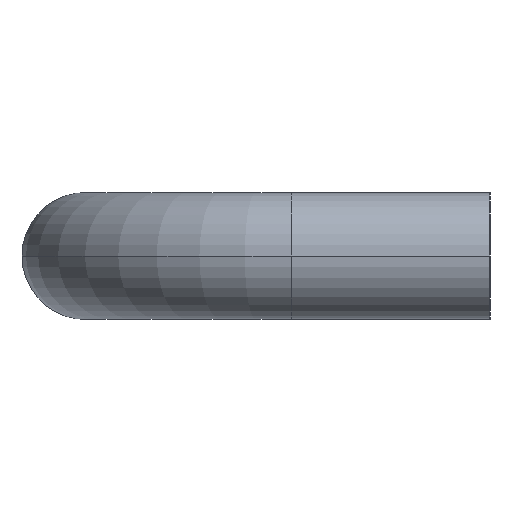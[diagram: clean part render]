
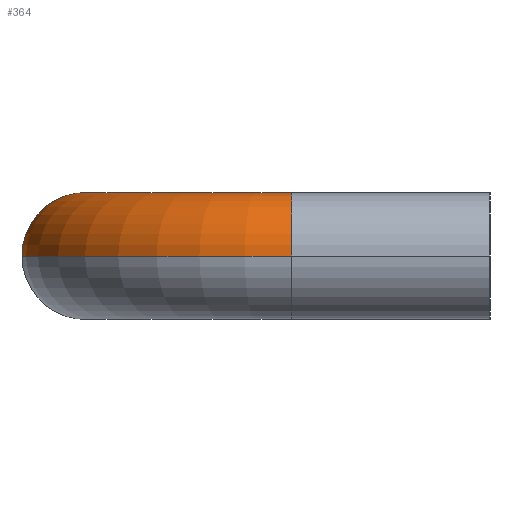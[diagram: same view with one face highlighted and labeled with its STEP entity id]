
A CAD part, left-side view. The second image highlights one B-rep face of the part: STEP entity #364.
In plain terms, the highlighted toroidal (fillet/blend) face has major radius 26 mm and minor radius 8 mm.
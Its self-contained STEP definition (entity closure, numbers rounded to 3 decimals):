
#172=VERTEX_POINT('',#482);
#216=VERTEX_POINT('',#531);
#228=VERTEX_POINT('',#543);
#230=EDGE_CURVE('',#216,#450,#545,.T.);
#240=EDGE_CURVE('',#172,#228,#555,.T.);
#288=EDGE_CURVE('',#172,#378,#611,.T.);
#304=EDGE_CURVE('',#228,#450,#632,.T.);
#330=EDGE_CURVE('',#216,#378,#658,.T.);
#364=ADVANCED_FACE('',(#697),#698,.T.);
#378=VERTEX_POINT('',#713);
#450=VERTEX_POINT('',#796);
#482=CARTESIAN_POINT('',(26.0,43.0,0.));
#531=CARTESIAN_POINT('',(-8.0,25.0,0.));
#543=CARTESIAN_POINT('',(26.0,51.0,8.0));
#545=CIRCLE('',#907,34.0);
#555=CIRCLE('',#921,8.0);
#611=CIRCLE('',#996,18.0);
#632=CIRCLE('',#1018,8.0);
#658=CIRCLE('',#1052,8.0);
#697=FACE_OUTER_BOUND('',#1104,.T.);
#698=TOROIDAL_SURFACE('',#1105,26.0,8.0);
#713=CARTESIAN_POINT('',(8.0,25.0,0.0));
#796=CARTESIAN_POINT('',(26.0,59.0,0.));
#907=AXIS2_PLACEMENT_3D('',#1319,#1320,#1321);
#921=AXIS2_PLACEMENT_3D('',#1331,#1332,#1333);
#996=AXIS2_PLACEMENT_3D('',#1398,#1399,#1400);
#1018=AXIS2_PLACEMENT_3D('',#1441,#1442,#1443);
#1052=AXIS2_PLACEMENT_3D('',#1455,#1456,#1457);
#1104=EDGE_LOOP('',(#1506,#1507,#1508,#1509,#1510));
#1105=AXIS2_PLACEMENT_3D('',#1511,#1512,#1513);
#1319=CARTESIAN_POINT('',(26.0,25.0,0.));
#1320=DIRECTION('',(0.,0.0,-1.0));
#1321=DIRECTION('',(-1.0,0.0,0.));
#1331=CARTESIAN_POINT('',(26.0,51.0,0.));
#1332=DIRECTION('',(-1.0,0.0,0.));
#1333=DIRECTION('',(0.0,1.0,0.0));
#1398=CARTESIAN_POINT('',(26.0,25.0,0.));
#1399=DIRECTION('',(0.,-0.0,1.0));
#1400=DIRECTION('',(-1.0,0.0,0.));
#1441=CARTESIAN_POINT('',(26.0,51.0,0.));
#1442=DIRECTION('',(-1.0,0.0,0.));
#1443=DIRECTION('',(0.0,1.0,0.0));
#1455=CARTESIAN_POINT('',(0.0,25.0,0.0));
#1456=DIRECTION('',(-0.0,1.0,0.0));
#1457=DIRECTION('',(1.0,0.0,0.0));
#1506=ORIENTED_EDGE('',*,*,#230,.F.);
#1507=ORIENTED_EDGE('',*,*,#330,.T.);
#1508=ORIENTED_EDGE('',*,*,#288,.F.);
#1509=ORIENTED_EDGE('',*,*,#240,.T.);
#1510=ORIENTED_EDGE('',*,*,#304,.T.);
#1511=CARTESIAN_POINT('',(26.0,25.0,0.));
#1512=DIRECTION('',(0.,0.0,-1.0));
#1513=DIRECTION('',(-1.0,0.0,0.));
